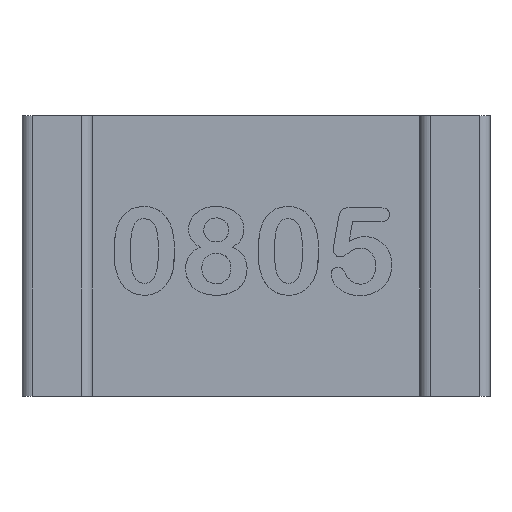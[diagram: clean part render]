
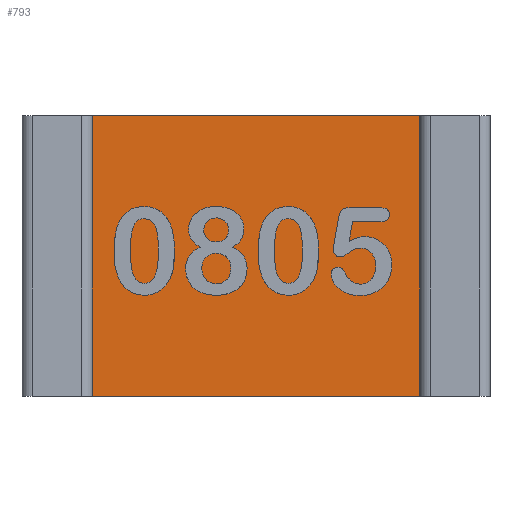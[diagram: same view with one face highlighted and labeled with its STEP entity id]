
A CAD part, top view. The second image highlights one B-rep face of the part: STEP entity #793.
In plain terms, the highlighted planar face has unit normal (0, 0, 1).
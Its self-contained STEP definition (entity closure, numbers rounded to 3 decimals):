
#515 = VERTEX_POINT('',#516);
#516 = CARTESIAN_POINT('',(-0.7,-0.6,0.45));
#522 = EDGE_CURVE('',#515,#523,#525,.T.);
#523 = VERTEX_POINT('',#524);
#524 = CARTESIAN_POINT('',(0.7,-0.6,0.45));
#525 = LINE('',#526,#527);
#526 = CARTESIAN_POINT('',(-0.7,-0.6,0.45));
#527 = VECTOR('',#528,1.);
#528 = DIRECTION('',(1.,0.,0.));
#547 = VERTEX_POINT('',#548);
#548 = CARTESIAN_POINT('',(-0.7,0.6,0.45));
#554 = EDGE_CURVE('',#515,#547,#555,.T.);
#555 = LINE('',#556,#557);
#556 = CARTESIAN_POINT('',(-0.7,-0.6,0.45));
#557 = VECTOR('',#558,1.);
#558 = DIRECTION('',(0.,1.,0.));
#639 = EDGE_CURVE('',#547,#640,#642,.T.);
#640 = VERTEX_POINT('',#641);
#641 = CARTESIAN_POINT('',(0.7,0.6,0.45));
#642 = LINE('',#643,#644);
#643 = CARTESIAN_POINT('',(-0.7,0.6,0.45));
#644 = VECTOR('',#645,1.);
#645 = DIRECTION('',(1.,0.,0.));
#783 = EDGE_CURVE('',#523,#640,#784,.T.);
#784 = LINE('',#785,#786);
#785 = CARTESIAN_POINT('',(0.7,-0.6,0.45));
#786 = VECTOR('',#787,1.);
#787 = DIRECTION('',(0.,1.,0.));
#793 = ADVANCED_FACE('',(#794),#800,.T.);
#794 = FACE_BOUND('',#795,.T.);
#795 = EDGE_LOOP('',(#796,#797,#798,#799));
#796 = ORIENTED_EDGE('',*,*,#554,.F.);
#797 = ORIENTED_EDGE('',*,*,#522,.T.);
#798 = ORIENTED_EDGE('',*,*,#783,.T.);
#799 = ORIENTED_EDGE('',*,*,#639,.F.);
#800 = PLANE('',#801);
#801 = AXIS2_PLACEMENT_3D('',#802,#803,#804);
#802 = CARTESIAN_POINT('',(-0.7,-0.6,0.45));
#803 = DIRECTION('',(0.,0.,1.));
#804 = DIRECTION('',(1.,0.,0.));
